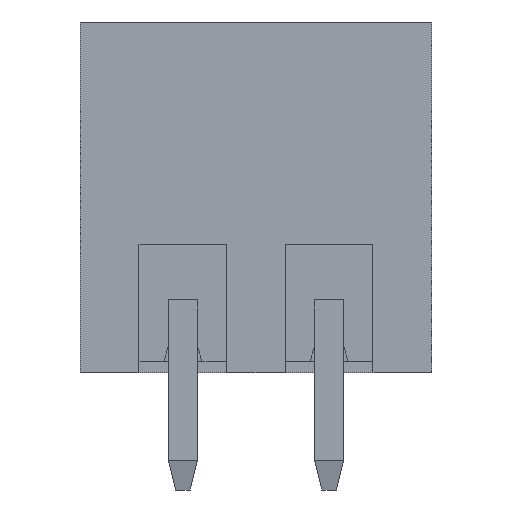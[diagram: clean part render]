
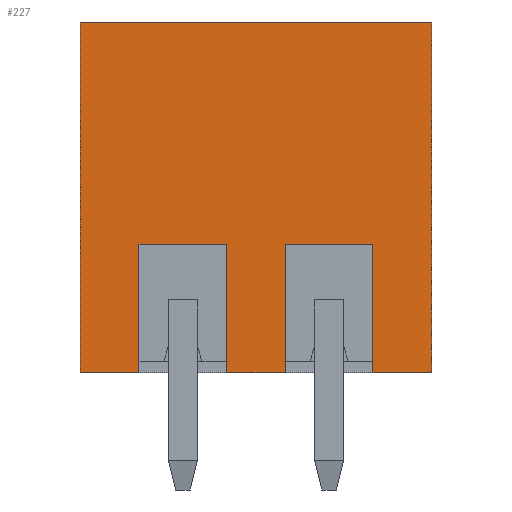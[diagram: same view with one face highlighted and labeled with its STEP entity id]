
A CAD part, front view. The second image highlights one B-rep face of the part: STEP entity #227.
In plain terms, the highlighted planar face has unit normal (0, -1, 0).
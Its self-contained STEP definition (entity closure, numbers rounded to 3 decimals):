
#227 = ADVANCED_FACE( '', ( #487 ), #488, .T. );
#487 = FACE_OUTER_BOUND( '', #791, .T. );
#488 = PLANE( '', #792 );
#791 = EDGE_LOOP( '', ( #1261, #1262, #1263, #1264, #1265, #1266, #1267, #1268, #1269, #1270, #1271, #1272 ) );
#792 = AXIS2_PLACEMENT_3D( '', #1273, #1274, #1275 );
#1261 = ORIENTED_EDGE( '', *, *, #1906, .T. );
#1262 = ORIENTED_EDGE( '', *, *, #2030, .F. );
#1263 = ORIENTED_EDGE( '', *, *, #2031, .F. );
#1264 = ORIENTED_EDGE( '', *, *, #2032, .F. );
#1265 = ORIENTED_EDGE( '', *, *, #2033, .F. );
#1266 = ORIENTED_EDGE( '', *, *, #2034, .T. );
#1267 = ORIENTED_EDGE( '', *, *, #2035, .F. );
#1268 = ORIENTED_EDGE( '', *, *, #2036, .F. );
#1269 = ORIENTED_EDGE( '', *, *, #1893, .F. );
#1270 = ORIENTED_EDGE( '', *, *, #2037, .T. );
#1271 = ORIENTED_EDGE( '', *, *, #2038, .F. );
#1272 = ORIENTED_EDGE( '', *, *, #2026, .T. );
#1273 = CARTESIAN_POINT( '', ( 6., -4.25, -6. ) );
#1274 = DIRECTION( '', ( 0., -1., 0. ) );
#1275 = DIRECTION( '', ( 0., 0., -1. ) );
#1893 = EDGE_CURVE( '', #2254, #2255, #2256, .T. );
#1906 = EDGE_CURVE( '', #2279, #2277, #2280, .T. );
#2026 = EDGE_CURVE( '', #2478, #2279, #2479, .T. );
#2030 = EDGE_CURVE( '', #2484, #2277, #2485, .T. );
#2031 = EDGE_CURVE( '', #2486, #2484, #2487, .T. );
#2032 = EDGE_CURVE( '', #2488, #2486, #2489, .T. );
#2033 = EDGE_CURVE( '', #2490, #2488, #2491, .T. );
#2034 = EDGE_CURVE( '', #2490, #2492, #2493, .T. );
#2035 = EDGE_CURVE( '', #2494, #2492, #2495, .T. );
#2036 = EDGE_CURVE( '', #2255, #2494, #2496, .T. );
#2037 = EDGE_CURVE( '', #2254, #2497, #2498, .T. );
#2038 = EDGE_CURVE( '', #2478, #2497, #2499, .T. );
#2254 = VERTEX_POINT( '', #2781 );
#2255 = VERTEX_POINT( '', #2782 );
#2256 = LINE( '', #2783, #2784 );
#2277 = VERTEX_POINT( '', #2814 );
#2279 = VERTEX_POINT( '', #2817 );
#2280 = LINE( '', #2818, #2819 );
#2478 = VERTEX_POINT( '', #3105 );
#2479 = LINE( '', #3106, #3107 );
#2484 = VERTEX_POINT( '', #3114 );
#2485 = LINE( '', #3115, #3116 );
#2486 = VERTEX_POINT( '', #3117 );
#2487 = LINE( '', #3118, #3119 );
#2488 = VERTEX_POINT( '', #3120 );
#2489 = LINE( '', #3121, #3122 );
#2490 = VERTEX_POINT( '', #3123 );
#2491 = LINE( '', #3124, #3125 );
#2492 = VERTEX_POINT( '', #3126 );
#2493 = LINE( '', #3127, #3128 );
#2494 = VERTEX_POINT( '', #3129 );
#2495 = LINE( '', #3130, #3131 );
#2496 = LINE( '', #3132, #3133 );
#2497 = VERTEX_POINT( '', #3134 );
#2498 = LINE( '', #3135, #3136 );
#2499 = LINE( '', #3137, #3138 );
#2781 = CARTESIAN_POINT( '', ( 4., -4.25, -1.6 ) );
#2782 = CARTESIAN_POINT( '', ( 1., -4.25, -1.6 ) );
#2783 = CARTESIAN_POINT( '', ( 4., -4.25, -1.6 ) );
#2784 = VECTOR( '', #3498, 1000. );
#2814 = CARTESIAN_POINT( '', ( -6., -4.25, 6. ) );
#2817 = CARTESIAN_POINT( '', ( 6., -4.25, 6. ) );
#2818 = CARTESIAN_POINT( '', ( 6., -4.25, 6. ) );
#2819 = VECTOR( '', #3509, 1000. );
#3105 = CARTESIAN_POINT( '', ( 6., -4.25, -6. ) );
#3106 = CARTESIAN_POINT( '', ( 6., -4.25, -6. ) );
#3107 = VECTOR( '', #3625, 1000. );
#3114 = CARTESIAN_POINT( '', ( -6., -4.25, -6. ) );
#3115 = CARTESIAN_POINT( '', ( -6., -4.25, -6. ) );
#3116 = VECTOR( '', #3628, 1000. );
#3117 = CARTESIAN_POINT( '', ( -4., -4.25, -6. ) );
#3118 = CARTESIAN_POINT( '', ( 6., -4.25, -6. ) );
#3119 = VECTOR( '', #3629, 1000. );
#3120 = CARTESIAN_POINT( '', ( -4., -4.25, -1.6 ) );
#3121 = CARTESIAN_POINT( '', ( -4., -4.25, -5.6 ) );
#3122 = VECTOR( '', #3630, 1000. );
#3123 = CARTESIAN_POINT( '', ( -1., -4.25, -1.6 ) );
#3124 = CARTESIAN_POINT( '', ( -1., -4.25, -1.6 ) );
#3125 = VECTOR( '', #3631, 1000. );
#3126 = CARTESIAN_POINT( '', ( -1., -4.25, -6. ) );
#3127 = CARTESIAN_POINT( '', ( -1., -4.25, -5.6 ) );
#3128 = VECTOR( '', #3632, 1000. );
#3129 = CARTESIAN_POINT( '', ( 1., -4.25, -6. ) );
#3130 = CARTESIAN_POINT( '', ( 6., -4.25, -6. ) );
#3131 = VECTOR( '', #3633, 1000. );
#3132 = CARTESIAN_POINT( '', ( 1., -4.25, -5.6 ) );
#3133 = VECTOR( '', #3634, 1000. );
#3134 = CARTESIAN_POINT( '', ( 4., -4.25, -6. ) );
#3135 = CARTESIAN_POINT( '', ( 4., -4.25, -5.6 ) );
#3136 = VECTOR( '', #3635, 1000. );
#3137 = CARTESIAN_POINT( '', ( 6., -4.25, -6. ) );
#3138 = VECTOR( '', #3636, 1000. );
#3498 = DIRECTION( '', ( -1., 0., 0. ) );
#3509 = DIRECTION( '', ( -1., 0., 0. ) );
#3625 = DIRECTION( '', ( 0., 0., 1. ) );
#3628 = DIRECTION( '', ( 0., 0., 1. ) );
#3629 = DIRECTION( '', ( -1., 0., 0. ) );
#3630 = DIRECTION( '', ( 0., 0., -1. ) );
#3631 = DIRECTION( '', ( -1., 0., 0. ) );
#3632 = DIRECTION( '', ( 0., 0., -1. ) );
#3633 = DIRECTION( '', ( -1., 0., 0. ) );
#3634 = DIRECTION( '', ( 0., 0., -1. ) );
#3635 = DIRECTION( '', ( 0., 0., -1. ) );
#3636 = DIRECTION( '', ( -1., 0., 0. ) );
